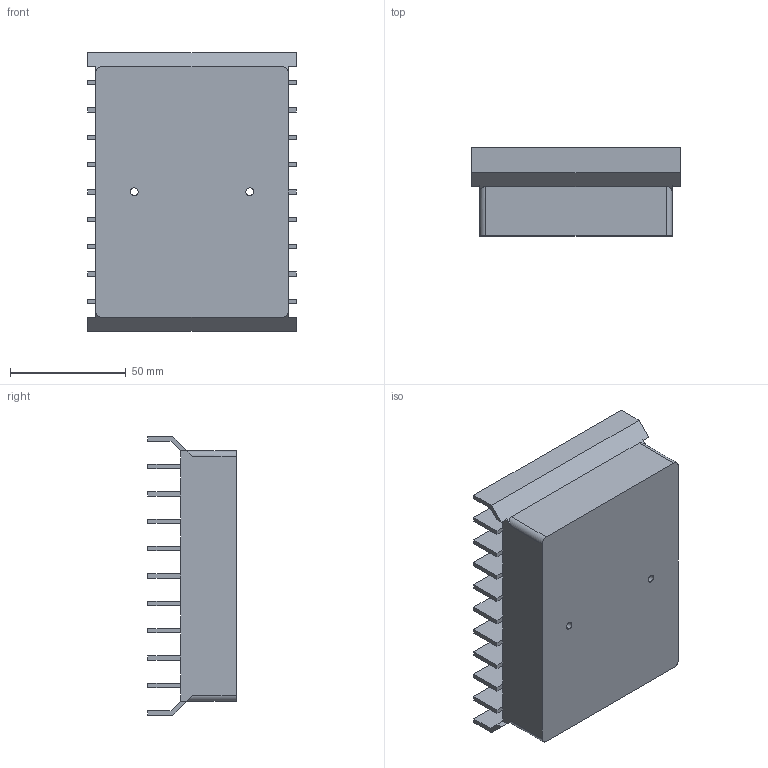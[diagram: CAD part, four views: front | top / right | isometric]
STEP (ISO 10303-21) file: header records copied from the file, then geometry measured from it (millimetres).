
FILE_DESCRIPTION (( 'STEP AP214' ), '1' );
FILE_NAME ('FitPC.STEP', '2019-11-20T00:25:24', ( '' ), ( '' ), 'SwSTEP 2.0', 'SolidWorks 2011', '' );
FILE_SCHEMA (( 'AUTOMOTIVE_DESIGN' ));
Length unit declared in the file: inch
Products named in the file (1): FitPC
Bounding box: 90 x 38.1 x 120.02 mm (x, y, z)
Volume: 242215.3 mm3; surface area: 57378 mm2
Topology: 1 solids, 1 shells, 110 faces, 290 edges, 180 vertices
Faces by surface type: plane 102, cylinder 8
Entity records: 3342 total; most frequent: CARTESIAN_POINT 593, ORIENTED_EDGE 580, DIRECTION 528, EDGE_CURVE 290, LINE 266, VECTOR 266, VERTEX_POINT 180, AXIS2_PLACEMENT_3D 131
